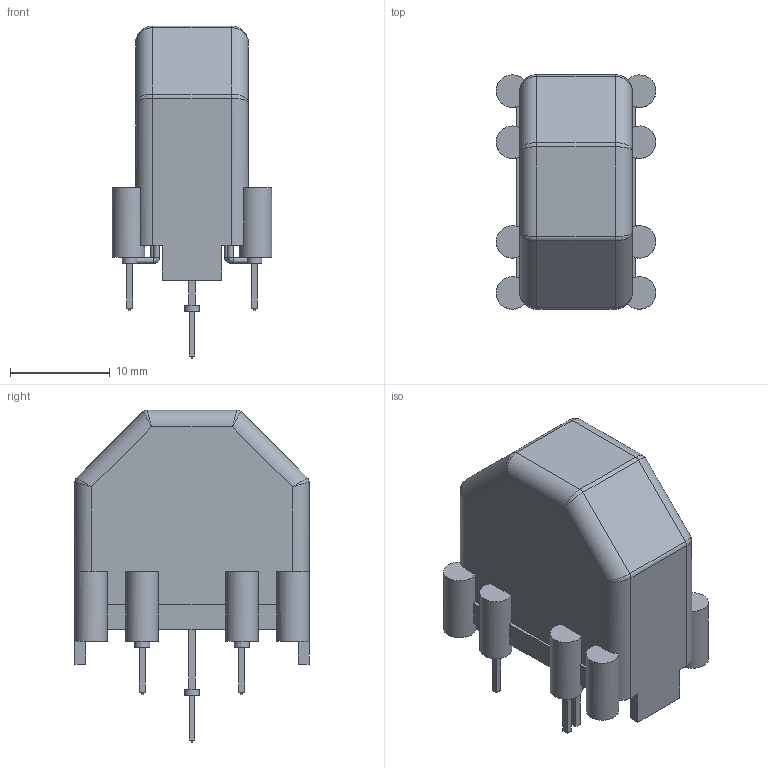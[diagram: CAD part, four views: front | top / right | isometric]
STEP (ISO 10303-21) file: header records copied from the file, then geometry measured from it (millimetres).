
FILE_DESCRIPTION( ( 'Unknown' ), '1' );
FILE_NAME( '7446223001.stp', 'Unknown', ( 'Unknown' ), ( 'Unknown' ), 'XStep 1.0', 'Unknown', ' ' );
FILE_SCHEMA( ( 'automotive_design' ) );
Length unit declared in the file: millimetre
Products named in the file (6): Assem1; 7446223001; Pin
Bounding box: 16 x 23.5 x 33.3 mm (x, y, z)
Volume: 5807.4 mm3; surface area: 9937.1 mm2
Topology: 13 solids, 13 shells, 1035 faces, 2453 edges, 1470 vertices
Faces by surface type: plane 530, cylinder 249, bspline 136, extrusion 56, torus 48, sphere 16
Full cylindrical faces by diameter (mm): 0.59 x152, 1.5 x5, 3.25 x16, 9 x2, 16 x2
Entity records: 26935 total; most frequent: CARTESIAN_POINT 16889, ORIENTED_EDGE 1926, DIRECTION 1801, EDGE_CURVE 963, EDGE_LOOP 701, VERTEX_POINT 680, AXIS2_PLACEMENT_3D 679, FACE_OUTER_BOUND 669
